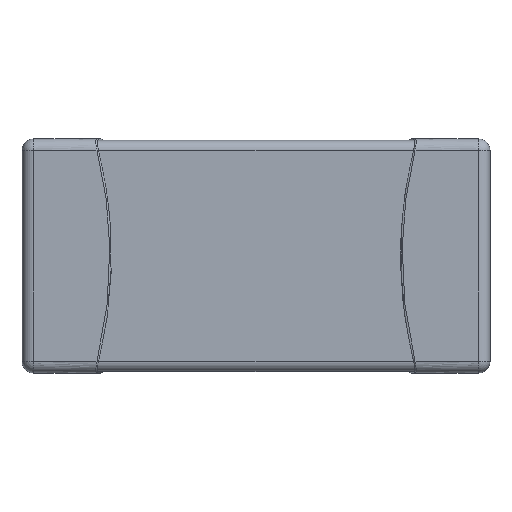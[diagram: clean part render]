
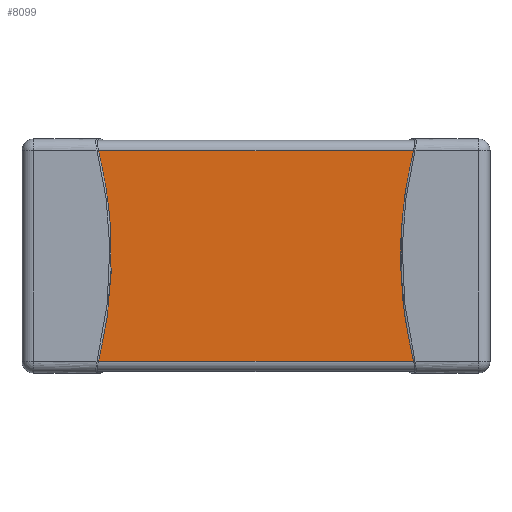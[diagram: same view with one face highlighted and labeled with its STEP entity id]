
A CAD part, top view. The second image highlights one B-rep face of the part: STEP entity #8099.
In plain terms, the highlighted planar face has unit normal (0, 0, 1).
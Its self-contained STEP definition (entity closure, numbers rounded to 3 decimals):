
#7524 = EDGE_CURVE('',#7525,#7527,#7529,.T.);
#7525 = VERTEX_POINT('',#7526);
#7526 = CARTESIAN_POINT('',(-1.5,-0.72,0.8));
#7527 = VERTEX_POINT('',#7528);
#7528 = CARTESIAN_POINT('',(1.5,-0.72,0.8));
#7529 = SURFACE_CURVE('',#7530,(#7534,#7546),.PCURVE_S1.);
#7530 = LINE('',#7531,#7532);
#7531 = CARTESIAN_POINT('',(-1.5,-0.72,0.8));
#7532 = VECTOR('',#7533,1.);
#7533 = DIRECTION('',(1.,0.,0.));
#7534 = PCURVE('',#7535,#7540);
#7535 = CYLINDRICAL_SURFACE('',#7536,0.07);
#7536 = AXIS2_PLACEMENT_3D('',#7537,#7538,#7539);
#7537 = CARTESIAN_POINT('',(-1.5,-0.72,0.73));
#7538 = DIRECTION('',(-1.,0.,0.));
#7539 = DIRECTION('',(0.,1.,0.));
#7540 = DEFINITIONAL_REPRESENTATION('',(#7541),#7545);
#7541 = LINE('',#7542,#7543);
#7542 = CARTESIAN_POINT('',(-1.571,0.));
#7543 = VECTOR('',#7544,1.);
#7544 = DIRECTION('',(-0.,-1.));
#7545 = ( GEOMETRIC_REPRESENTATION_CONTEXT(2) 
PARAMETRIC_REPRESENTATION_CONTEXT() REPRESENTATION_CONTEXT('2D SPACE',''
  ) );
#7546 = PCURVE('',#7547,#7552);
#7547 = PLANE('',#7548);
#7548 = AXIS2_PLACEMENT_3D('',#7549,#7550,#7551);
#7549 = CARTESIAN_POINT('',(-1.5,-0.72,0.8));
#7550 = DIRECTION('',(0.,0.,1.));
#7551 = DIRECTION('',(0.,1.,0.));
#7552 = DEFINITIONAL_REPRESENTATION('',(#7553),#7557);
#7553 = LINE('',#7554,#7555);
#7554 = CARTESIAN_POINT('',(0.,0.));
#7555 = VECTOR('',#7556,1.);
#7556 = DIRECTION('',(0.,-1.));
#7557 = ( GEOMETRIC_REPRESENTATION_CONTEXT(2) 
PARAMETRIC_REPRESENTATION_CONTEXT() REPRESENTATION_CONTEXT('2D SPACE',''
  ) );
#7576 = PLANE('',#7577);
#7577 = AXIS2_PLACEMENT_3D('',#7578,#7579,#7580);
#7578 = CARTESIAN_POINT('',(1.5,0.,0.41));
#7579 = DIRECTION('',(1.,0.,0.));
#7580 = DIRECTION('',(0.,0.,1.));
#7631 = PLANE('',#7632);
#7632 = AXIS2_PLACEMENT_3D('',#7633,#7634,#7635);
#7633 = CARTESIAN_POINT('',(-1.5,0.,0.41));
#7634 = DIRECTION('',(1.,0.,0.));
#7635 = DIRECTION('',(0.,0.,1.));
#7972 = CYLINDRICAL_SURFACE('',#7973,0.07);
#7973 = AXIS2_PLACEMENT_3D('',#7974,#7975,#7976);
#7974 = CARTESIAN_POINT('',(-1.5,0.72,0.73));
#7975 = DIRECTION('',(-1.,0.,0.));
#7976 = DIRECTION('',(0.,1.,0.));
#8032 = VERTEX_POINT('',#8033);
#8033 = CARTESIAN_POINT('',(1.5,0.72,0.8));
#8055 = EDGE_CURVE('',#8056,#8032,#8058,.T.);
#8056 = VERTEX_POINT('',#8057);
#8057 = CARTESIAN_POINT('',(-1.5,0.72,0.8));
#8058 = SURFACE_CURVE('',#8059,(#8063,#8070),.PCURVE_S1.);
#8059 = LINE('',#8060,#8061);
#8060 = CARTESIAN_POINT('',(-1.5,0.72,0.8));
#8061 = VECTOR('',#8062,1.);
#8062 = DIRECTION('',(1.,0.,0.));
#8063 = PCURVE('',#7972,#8064);
#8064 = DEFINITIONAL_REPRESENTATION('',(#8065),#8069);
#8065 = LINE('',#8066,#8067);
#8066 = CARTESIAN_POINT('',(-1.571,0.));
#8067 = VECTOR('',#8068,1.);
#8068 = DIRECTION('',(-0.,-1.));
#8069 = ( GEOMETRIC_REPRESENTATION_CONTEXT(2) 
PARAMETRIC_REPRESENTATION_CONTEXT() REPRESENTATION_CONTEXT('2D SPACE',''
  ) );
#8070 = PCURVE('',#7547,#8071);
#8071 = DEFINITIONAL_REPRESENTATION('',(#8072),#8076);
#8072 = LINE('',#8073,#8074);
#8073 = CARTESIAN_POINT('',(1.44,0.));
#8074 = VECTOR('',#8075,1.);
#8075 = DIRECTION('',(0.,-1.));
#8076 = ( GEOMETRIC_REPRESENTATION_CONTEXT(2) 
PARAMETRIC_REPRESENTATION_CONTEXT() REPRESENTATION_CONTEXT('2D SPACE',''
  ) );
#8099 = ADVANCED_FACE('',(#8100),#7547,.T.);
#8100 = FACE_BOUND('',#8101,.T.);
#8101 = EDGE_LOOP('',(#8102,#8103,#8124,#8125));
#8102 = ORIENTED_EDGE('',*,*,#7524,.T.);
#8103 = ORIENTED_EDGE('',*,*,#8104,.T.);
#8104 = EDGE_CURVE('',#7527,#8032,#8105,.T.);
#8105 = SURFACE_CURVE('',#8106,(#8110,#8117),.PCURVE_S1.);
#8106 = LINE('',#8107,#8108);
#8107 = CARTESIAN_POINT('',(1.5,-0.72,0.8));
#8108 = VECTOR('',#8109,1.);
#8109 = DIRECTION('',(0.,1.,0.));
#8110 = PCURVE('',#7547,#8111);
#8111 = DEFINITIONAL_REPRESENTATION('',(#8112),#8116);
#8112 = LINE('',#8113,#8114);
#8113 = CARTESIAN_POINT('',(0.,-3.));
#8114 = VECTOR('',#8115,1.);
#8115 = DIRECTION('',(1.,0.));
#8116 = ( GEOMETRIC_REPRESENTATION_CONTEXT(2) 
PARAMETRIC_REPRESENTATION_CONTEXT() REPRESENTATION_CONTEXT('2D SPACE',''
  ) );
#8117 = PCURVE('',#7576,#8118);
#8118 = DEFINITIONAL_REPRESENTATION('',(#8119),#8123);
#8119 = LINE('',#8120,#8121);
#8120 = CARTESIAN_POINT('',(0.39,0.72));
#8121 = VECTOR('',#8122,1.);
#8122 = DIRECTION('',(0.,-1.));
#8123 = ( GEOMETRIC_REPRESENTATION_CONTEXT(2) 
PARAMETRIC_REPRESENTATION_CONTEXT() REPRESENTATION_CONTEXT('2D SPACE',''
  ) );
#8124 = ORIENTED_EDGE('',*,*,#8055,.F.);
#8125 = ORIENTED_EDGE('',*,*,#8126,.F.);
#8126 = EDGE_CURVE('',#7525,#8056,#8127,.T.);
#8127 = SURFACE_CURVE('',#8128,(#8132,#8139),.PCURVE_S1.);
#8128 = LINE('',#8129,#8130);
#8129 = CARTESIAN_POINT('',(-1.5,-0.72,0.8));
#8130 = VECTOR('',#8131,1.);
#8131 = DIRECTION('',(0.,1.,0.));
#8132 = PCURVE('',#7547,#8133);
#8133 = DEFINITIONAL_REPRESENTATION('',(#8134),#8138);
#8134 = LINE('',#8135,#8136);
#8135 = CARTESIAN_POINT('',(0.,0.));
#8136 = VECTOR('',#8137,1.);
#8137 = DIRECTION('',(1.,0.));
#8138 = ( GEOMETRIC_REPRESENTATION_CONTEXT(2) 
PARAMETRIC_REPRESENTATION_CONTEXT() REPRESENTATION_CONTEXT('2D SPACE',''
  ) );
#8139 = PCURVE('',#7631,#8140);
#8140 = DEFINITIONAL_REPRESENTATION('',(#8141),#8145);
#8141 = LINE('',#8142,#8143);
#8142 = CARTESIAN_POINT('',(0.39,0.72));
#8143 = VECTOR('',#8144,1.);
#8144 = DIRECTION('',(0.,-1.));
#8145 = ( GEOMETRIC_REPRESENTATION_CONTEXT(2) 
PARAMETRIC_REPRESENTATION_CONTEXT() REPRESENTATION_CONTEXT('2D SPACE',''
  ) );
